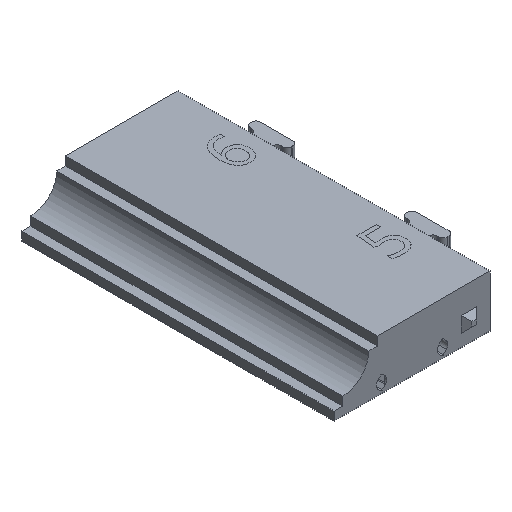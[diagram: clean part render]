
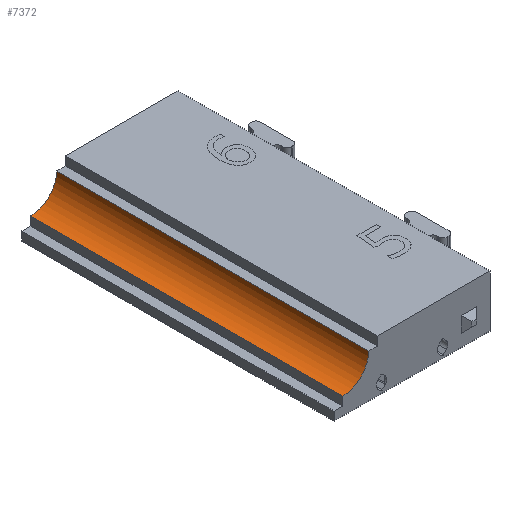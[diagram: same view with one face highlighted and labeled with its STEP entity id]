
A CAD part, isometric view. The second image highlights one B-rep face of the part: STEP entity #7372.
In plain terms, the highlighted cylindrical face has radius 10 mm (diameter 20 mm), a partial arc.
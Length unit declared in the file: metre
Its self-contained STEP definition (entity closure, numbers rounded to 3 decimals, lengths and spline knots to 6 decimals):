
#302=CIRCLE('',#7495,0.01);
#311=CIRCLE('',#7505,0.01);
#539=CYLINDRICAL_SURFACE('',#7966,0.01);
#1217=LINE('',#12257,#1947);
#1218=LINE('',#12259,#1948);
#1947=VECTOR('',#9678,1.);
#1948=VECTOR('',#9681,1.);
#3957=ORIENTED_EDGE('',*,*,#4391,.T.);
#3958=ORIENTED_EDGE('',*,*,#5196,.T.);
#3959=ORIENTED_EDGE('',*,*,#4423,.T.);
#3960=ORIENTED_EDGE('',*,*,#5197,.F.);
#4391=EDGE_CURVE('',#5445,#5444,#302,.F.);
#4423=EDGE_CURVE('',#5476,#5475,#311,.F.);
#5196=EDGE_CURVE('',#5444,#5476,#1217,.T.);
#5197=EDGE_CURVE('',#5445,#5475,#1218,.T.);
#5444=VERTEX_POINT('',#10568);
#5445=VERTEX_POINT('',#10570);
#5475=VERTEX_POINT('',#10632);
#5476=VERTEX_POINT('',#10634);
#6522=EDGE_LOOP('',(#3957,#3958,#3959,#3960));
#6932=FACE_BOUND('',#6522,.T.);
#7372=ADVANCED_FACE('',(#6932),#539,.F.);
#7495=AXIS2_PLACEMENT_3D('',#10569,#8151,#8152);
#7505=AXIS2_PLACEMENT_3D('',#10633,#8194,#8195);
#7966=AXIS2_PLACEMENT_3D('',#12258,#9679,#9680);
#8151=DIRECTION('',(0.,1.,0.));
#8152=DIRECTION('',(-1.,0.,0.));
#8194=DIRECTION('',(0.,-1.,0.));
#8195=DIRECTION('',(1.,0.,0.));
#9678=DIRECTION('',(0.,1.,0.));
#9679=DIRECTION('',(0.,1.,0.));
#9680=DIRECTION('',(-1.,0.,0.));
#9681=DIRECTION('',(0.,1.,0.));
#10568=CARTESIAN_POINT('',(0.523333,1.230025,0.376667));
#10569=CARTESIAN_POINT('',(0.513333,1.230025,0.376667));
#10570=CARTESIAN_POINT('',(0.513333,1.230025,0.366667));
#10632=CARTESIAN_POINT('',(0.513333,1.349975,0.366667));
#10633=CARTESIAN_POINT('',(0.513333,1.349975,0.376667));
#10634=CARTESIAN_POINT('',(0.523333,1.349975,0.376667));
#12257=CARTESIAN_POINT('',(0.523333,-8.994238,0.376667));
#12258=CARTESIAN_POINT('',(0.513333,-8.994238,0.376667));
#12259=CARTESIAN_POINT('',(0.513333,-8.994238,0.366667));
